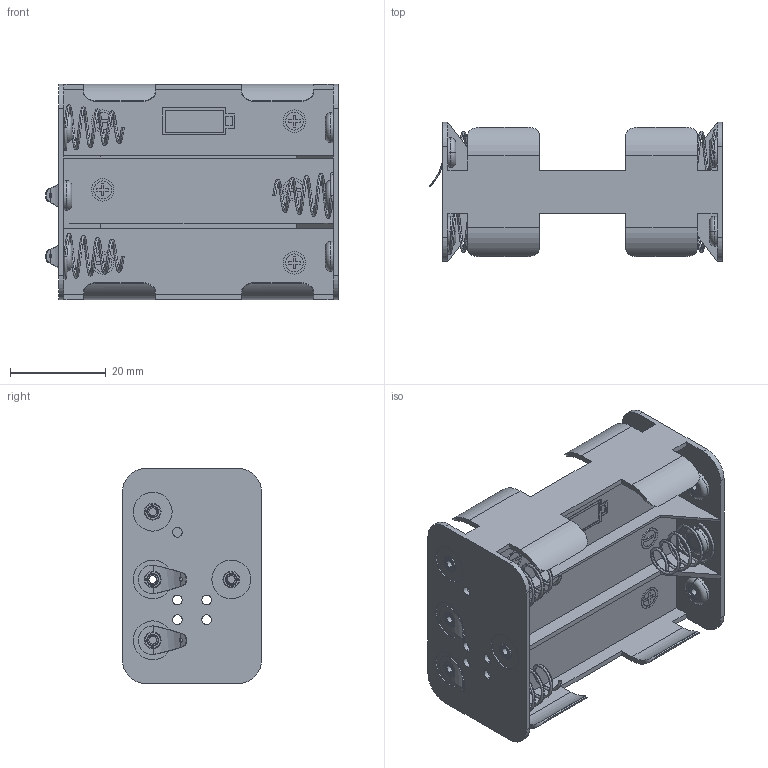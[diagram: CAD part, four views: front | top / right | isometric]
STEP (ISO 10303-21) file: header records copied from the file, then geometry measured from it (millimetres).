
FILE_DESCRIPTION (( 'STEP AP214' ), '1' );
FILE_NAME ('BH26AAL.STEP', '2019-12-04T13:02:06', ( '' ), ( '' ), 'SwSTEP 2.0', 'SolidWorks 2017', '' );
FILE_SCHEMA (( 'AUTOMOTIVE_DESIGN' ));
Length unit declared in the file: millimetre
Products named in the file (1): BH26AAL
Bounding box: 61.13 x 29 x 45 mm (x, y, z)
Volume: 13950.7 mm3; surface area: 18802.5 mm2
Topology: 13 solids, 13 shells, 752 faces, 1803 edges, 1162 vertices
Faces by surface type: plane 357, cylinder 269, torus 102, bspline 24
Entity records: 37867 total; most frequent: CARTESIAN_POINT 19846, DIRECTION 3847, ORIENTED_EDGE 3606, EDGE_CURVE 1803, AXIS2_PLACEMENT_3D 1451, VERTEX_POINT 1162, LINE 945, VECTOR 945
